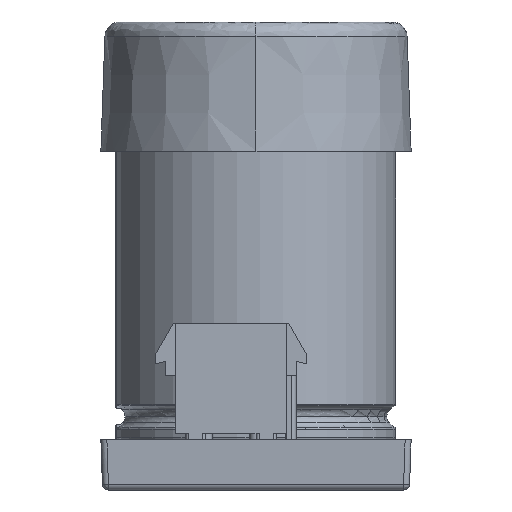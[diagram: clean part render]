
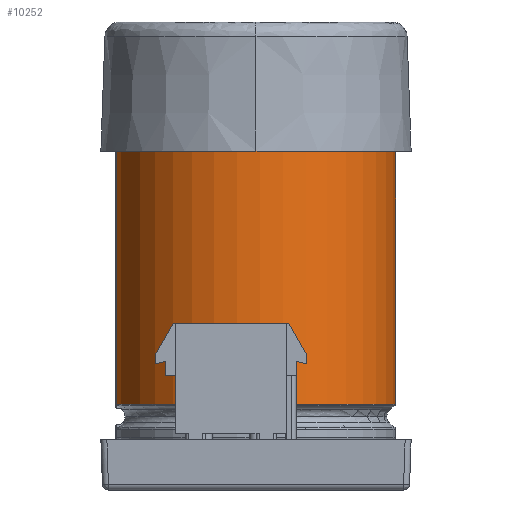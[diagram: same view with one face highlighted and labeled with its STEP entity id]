
A CAD part, left-side view. The second image highlights one B-rep face of the part: STEP entity #10252.
In plain terms, the highlighted cylindrical face has radius 17.75 mm (diameter 35.5 mm), a partial arc.
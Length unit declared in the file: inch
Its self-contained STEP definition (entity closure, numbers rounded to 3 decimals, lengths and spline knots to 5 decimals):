
#1798 = CIRCLE ( 'NONE', #1810, 0.69882 ) ;
#1800 = VECTOR ( 'NONE', #3051, 39.37008 ) ;
#1802 = VECTOR ( 'NONE', #3065, 39.37008 ) ;
#1804 = CIRCLE ( 'NONE', #1812, 0.69882 ) ;
#1810 = AXIS2_PLACEMENT_3D ( 'NONE', #3076, #3077, #3078 ) ;
#1812 = AXIS2_PLACEMENT_3D ( 'NONE', #3079, #3080, #3081 ) ;
#2497 = LINE ( 'NONE', #3050, #1800 ) ;
#2499 = LINE ( 'NONE', #3064, #1802 ) ;
#3050 = CARTESIAN_POINT ( 'NONE',  ( -0.3382, 0.67059, 2.2185 ) ) ;
#3051 = DIRECTION ( 'NONE',  ( 0., 0., -1. ) ) ;
#3064 = CARTESIAN_POINT ( 'NONE',  ( -0.60242, 0.69554, 2.2185 ) ) ;
#3065 = DIRECTION ( 'NONE',  ( 0., 0., 1. ) ) ;
#3076 = CARTESIAN_POINT ( 'NONE',  ( -0.53482, 0., 0.42888 ) ) ;
#3077 = DIRECTION ( 'NONE',  ( 0., 0., 1. ) ) ;
#3078 = DIRECTION ( 'NONE',  ( -0.037, -0.999, 0. ) ) ;
#3079 = CARTESIAN_POINT ( 'NONE',  ( -0.53482, 0., 2.20866 ) ) ;
#3080 = DIRECTION ( 'NONE',  ( 0., 0., -1. ) ) ;
#3081 = DIRECTION ( 'NONE',  ( -0.037, -0.999, 0. ) ) ;
#8845 = EDGE_CURVE ( 'NONE', #9899, #9912, #16277, .T. ) ;
#8850 = EDGE_CURVE ( 'NONE', #9930, #9929, #16239, .T. ) ;
#8940 = DIRECTION ( 'NONE',  ( 0., 0., 1. ) ) ;
#8968 = CARTESIAN_POINT ( 'NONE',  ( -0.53482, 0., 0.42888 ) ) ;
#8979 = DIRECTION ( 'NONE',  ( -0.037, -0.999, 0. ) ) ;
#8998 = CARTESIAN_POINT ( 'NONE',  ( -0.53482, 0., 2.20866 ) ) ;
#8999 = DIRECTION ( 'NONE',  ( 0., 0., -1. ) ) ;
#9000 = DIRECTION ( 'NONE',  ( -0.037, -0.999, 0. ) ) ;
#9899 = VERTEX_POINT ( 'NONE', #18929 ) ;
#9912 = VERTEX_POINT ( 'NONE', #18942 ) ;
#9929 = VERTEX_POINT ( 'NONE', #18959 ) ;
#9930 = VERTEX_POINT ( 'NONE', #18960 ) ;
#10097 = VERTEX_POINT ( 'NONE', #19127 ) ;
#10098 = VERTEX_POINT ( 'NONE', #19128 ) ;
#10252 = ADVANCED_FACE ( 'NONE', ( #20057 ), #20060, .T. ) ;
#14372 = EDGE_CURVE ( 'NONE', #10098, #10097, #2497, .T. ) ;
#14376 = EDGE_CURVE ( 'NONE', #9930, #9912, #2499, .T. ) ;
#14381 = EDGE_CURVE ( 'NONE', #9929, #10097, #1798, .T. ) ;
#14382 = EDGE_CURVE ( 'NONE', #10098, #9899, #1804, .T. ) ;
#14922 = ORIENTED_EDGE ( 'NONE', *, *, #8845, .T. ) ;
#14923 = ORIENTED_EDGE ( 'NONE', *, *, #14372, .F. ) ;
#14924 = ORIENTED_EDGE ( 'NONE', *, *, #14382, .T. ) ;
#14925 = ORIENTED_EDGE ( 'NONE', *, *, #8850, .T. ) ;
#14926 = ORIENTED_EDGE ( 'NONE', *, *, #14376, .F. ) ;
#14927 = ORIENTED_EDGE ( 'NONE', *, *, #14381, .T. ) ;
#16223 = AXIS2_PLACEMENT_3D ( 'NONE', #8968, #8940, #8979 ) ;
#16239 = CIRCLE ( 'NONE', #16223, 0.69882 ) ;
#16261 = AXIS2_PLACEMENT_3D ( 'NONE', #8998, #8999, #9000 ) ;
#16277 = CIRCLE ( 'NONE', #16261, 0.69882 ) ;
#18504 = AXIS2_PLACEMENT_3D ( 'NONE', #19721, #19722, #19723 ) ;
#18929 = CARTESIAN_POINT ( 'NONE',  ( -0.56062, -0.69834, 2.20866 ) ) ;
#18942 = CARTESIAN_POINT ( 'NONE',  ( -0.60242, 0.69554, 2.20866 ) ) ;
#18959 = CARTESIAN_POINT ( 'NONE',  ( -0.56062, -0.69834, 0.42888 ) ) ;
#18960 = CARTESIAN_POINT ( 'NONE',  ( -0.60242, 0.69554, 0.42888 ) ) ;
#19127 = CARTESIAN_POINT ( 'NONE',  ( -0.3382, 0.67059, 0.42888 ) ) ;
#19128 = CARTESIAN_POINT ( 'NONE',  ( -0.3382, 0.67059, 2.20866 ) ) ;
#19721 = CARTESIAN_POINT ( 'NONE',  ( -0.53482, 0., 2.2185 ) ) ;
#19722 = DIRECTION ( 'NONE',  ( 0., 0., -1. ) ) ;
#19723 = DIRECTION ( 'NONE',  ( 0.037, 0.999, 0. ) ) ;
#20057 = FACE_OUTER_BOUND ( 'NONE', #32833, .T. ) ;
#20060 = CYLINDRICAL_SURFACE ( 'NONE', #18504, 0.69882 ) ;
#32833 = EDGE_LOOP ( 'NONE', ( #14923, #14924, #14922, #14926, #14925, #14927 ) ) ;
